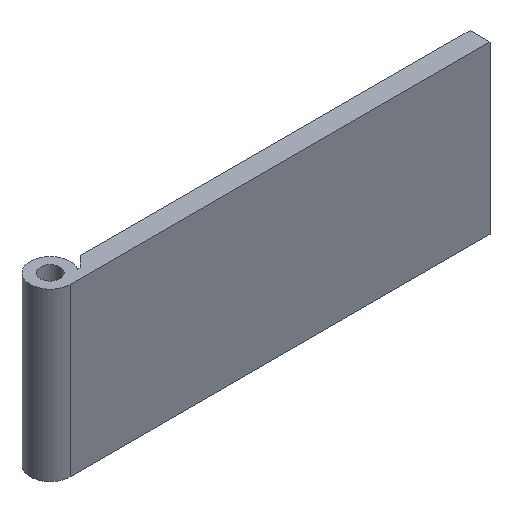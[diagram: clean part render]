
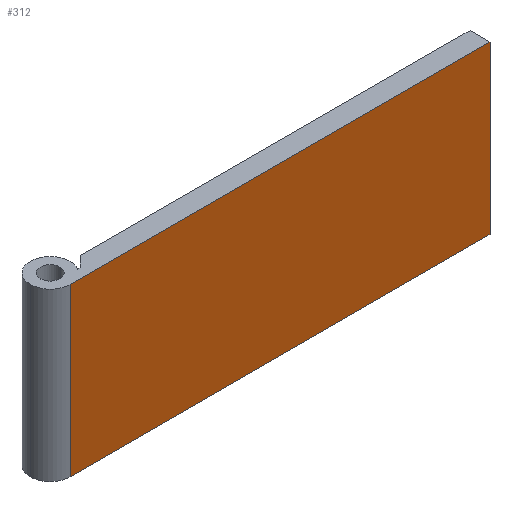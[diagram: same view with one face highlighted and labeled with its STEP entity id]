
A CAD part, isometric view. The second image highlights one B-rep face of the part: STEP entity #312.
In plain terms, the highlighted planar face has unit normal (0, -1, 0).
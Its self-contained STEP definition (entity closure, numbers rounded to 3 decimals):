
#21 = LINE ( 'NONE', #22, #336 ) ;
#22 = CARTESIAN_POINT ( 'NONE',  ( 0., -6., 25. ) ) ;
#23 = DIRECTION ( 'NONE',  ( 0., 0., -1. ) ) ;
#45 = PLANE ( 'NONE',  #448 ) ;
#46 = CARTESIAN_POINT ( 'NONE',  ( 126., -6., 25. ) ) ;
#47 = DIRECTION ( 'NONE',  ( 0., 1., 0. ) ) ;
#48 = DIRECTION ( 'NONE',  ( -1., 0., 0. ) ) ;
#57 = LINE ( 'NONE', #58, #339 ) ;
#58 = CARTESIAN_POINT ( 'NONE',  ( 126., -6., 25. ) ) ;
#59 = DIRECTION ( 'NONE',  ( 0., 0., -1. ) ) ;
#93 = LINE ( 'NONE', #94, #288 ) ;
#94 = CARTESIAN_POINT ( 'NONE',  ( 126., -6., 25. ) ) ;
#95 = DIRECTION ( 'NONE',  ( 1., 0., 0. ) ) ;
#141 = LINE ( 'NONE', #142, #290 ) ;
#142 = CARTESIAN_POINT ( 'NONE',  ( 126., -6., -25. ) ) ;
#143 = DIRECTION ( 'NONE',  ( 1., 0., 0. ) ) ;
#160 = CARTESIAN_POINT ( 'NONE',  ( 0., -6., 25. ) ) ;
#161 = CARTESIAN_POINT ( 'NONE',  ( 0., -6., -25. ) ) ;
#163 = CARTESIAN_POINT ( 'NONE',  ( 126., -6., -25. ) ) ;
#195 = EDGE_LOOP ( 'NONE', ( #263, #264, #229, #228 ) ) ;
#202 = EDGE_CURVE ( 'NONE', #235, #348, #93, .T. ) ;
#218 = EDGE_CURVE ( 'NONE', #238, #242, #141, .T. ) ;
#228 = ORIENTED_EDGE ( 'NONE', *, *, #304, .T. ) ;
#229 = ORIENTED_EDGE ( 'NONE', *, *, #202, .F. ) ;
#235 = VERTEX_POINT ( 'NONE', #160 ) ;
#238 = VERTEX_POINT ( 'NONE', #161 ) ;
#242 = VERTEX_POINT ( 'NONE', #163 ) ;
#263 = ORIENTED_EDGE ( 'NONE', *, *, #218, .T. ) ;
#264 = ORIENTED_EDGE ( 'NONE', *, *, #315, .F. ) ;
#288 = VECTOR ( 'NONE', #95, 1000. ) ;
#290 = VECTOR ( 'NONE', #143, 1000. ) ;
#304 = EDGE_CURVE ( 'NONE', #235, #238, #21, .T. ) ;
#312 = ADVANCED_FACE ( 'NONE', ( #441 ), #45, .F. ) ;
#315 = EDGE_CURVE ( 'NONE', #348, #242, #57, .T. ) ;
#336 = VECTOR ( 'NONE', #23, 1000. ) ;
#339 = VECTOR ( 'NONE', #59, 1000. ) ;
#348 = VERTEX_POINT ( 'NONE', #366 ) ;
#366 = CARTESIAN_POINT ( 'NONE',  ( 126., -6., 25. ) ) ;
#441 = FACE_OUTER_BOUND ( 'NONE', #195, .T. ) ;
#448 = AXIS2_PLACEMENT_3D ( 'NONE', #46, #47, #48 ) ;
